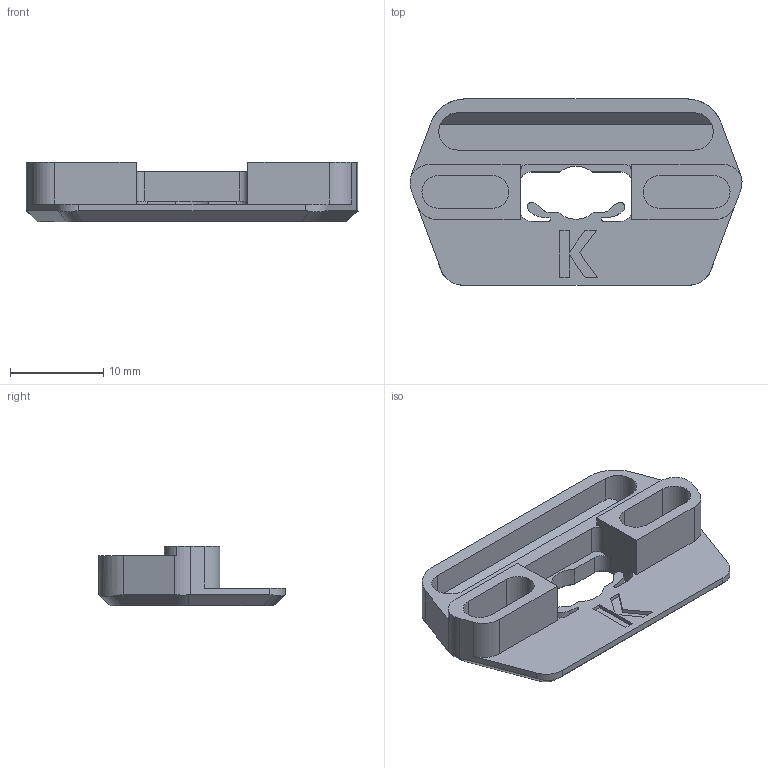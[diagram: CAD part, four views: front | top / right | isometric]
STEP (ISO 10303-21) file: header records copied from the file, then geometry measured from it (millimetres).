
FILE_DESCRIPTION (( 'STEP AP214' ), '1' );
FILE_NAME ('开启三维封箱快拆2020.STEP', '2025-05-29T10:12:39', ( '' ), ( '' ), 'SwSTEP 2.0', 'SolidWorks 2025', '' );
FILE_SCHEMA (( 'AUTOMOTIVE_DESIGN' ));
Length unit declared in the file: millimetre
Products named in the file (1): 开启三维封箱快拆2020
Bounding box: 35.66 x 20 x 6.4 mm (x, y, z)
Volume: 1675.6 mm3; surface area: 2259.4 mm2
Topology: 1 solids, 1 shells, 115 faces, 309 edges, 201 vertices
Faces by surface type: plane 67, cylinder 34, cone 10, bspline 4
Full cylindrical faces by diameter (mm): 2.5 x2
Entity records: 3711 total; most frequent: CARTESIAN_POINT 894, ORIENTED_EDGE 606, DIRECTION 548, EDGE_CURVE 303, VECTOR 202, LINE 202, VERTEX_POINT 199, AXIS2_PLACEMENT_3D 173
